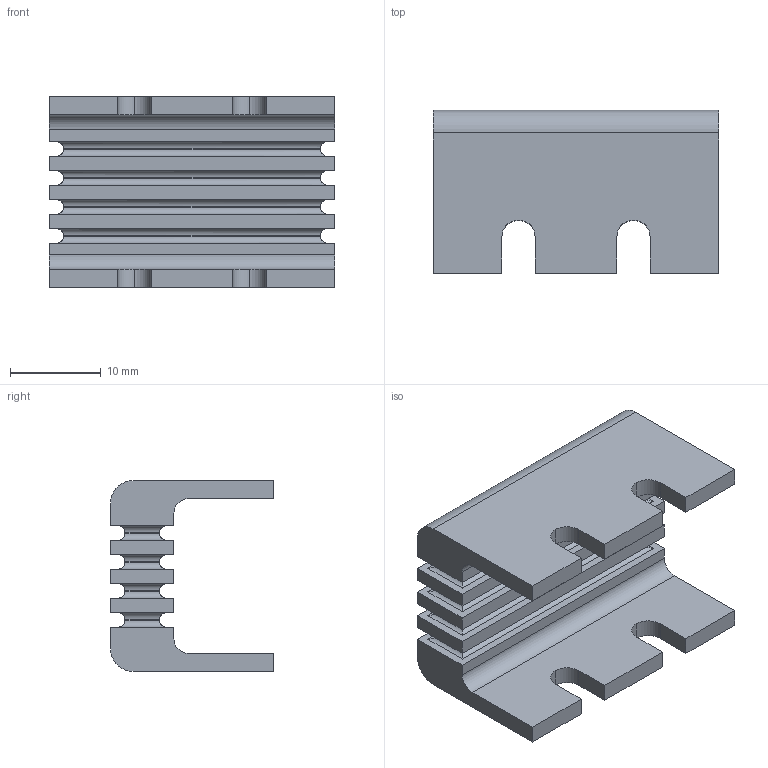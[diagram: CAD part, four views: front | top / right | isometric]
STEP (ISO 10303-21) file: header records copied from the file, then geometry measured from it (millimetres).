
FILE_DESCRIPTION(('CoCreate Modeling STEP Export'),'2;1');
FILE_NAME('C-clamp.stp','2012-12-16T17:53:05',(''),(''),'CoCreate Modeling STEP processor for AP214 (Solid Model)','CoCreate Modeling 16.00A 16-Aug-2008 (C) Parametric Technology GmbH','');
FILE_SCHEMA(('AUTOMOTIVE_DESIGN { 1 0 10303 214 1 1 1 1 }'));
Length unit declared in the file: millimetre
Products named in the file (2): C_clamp.groove_5mm
Assembly tree (1 placements, depth 2):
  C_clamp.groove_5mm
    C_clamp.groove_5mm
Bounding box: 31.6 x 18 x 21.09 mm (x, y, z)
Volume: 5189.1 mm3; surface area: 4008.6 mm2
Topology: 1 solids, 1 shells, 106 faces, 256 edges, 160 vertices
Faces by surface type: plane 62, cylinder 44
Entity records: 2783 total; most frequent: ORIENTED_EDGE 512, CARTESIAN_POINT 458, DIRECTION 424, EDGE_CURVE 256, VECTOR 172, LINE 172, VERTEX_POINT 160, AXIS2_PLACEMENT_3D 126
